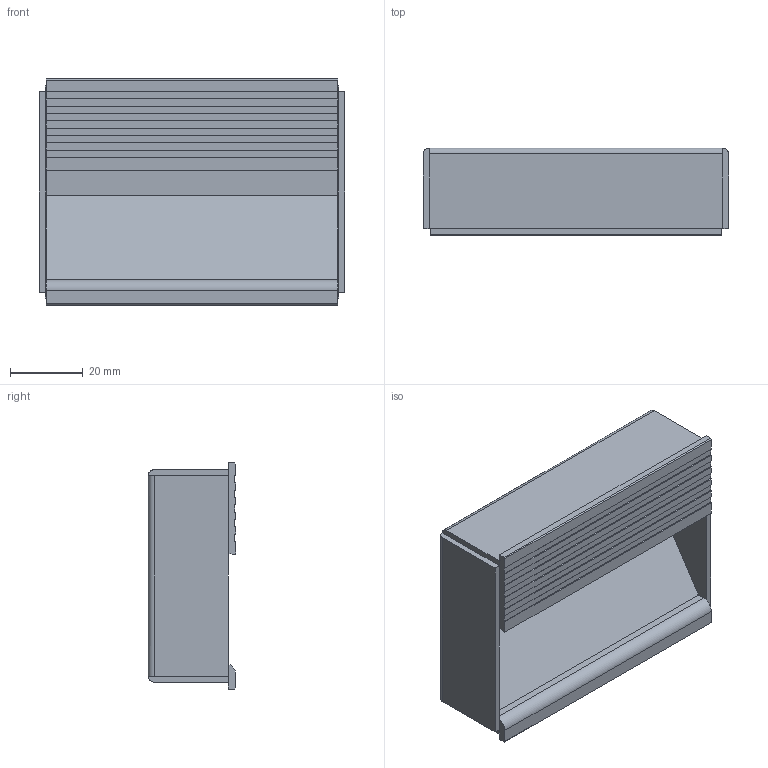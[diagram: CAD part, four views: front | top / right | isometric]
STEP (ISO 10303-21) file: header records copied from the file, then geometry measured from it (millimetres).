
FILE_DESCRIPTION((''),'2;1');
FILE_NAME('','2005-10-07T12:28:34',(''),(''),'','CADfix','');
FILE_SCHEMA(('AUTOMOTIVE_DESIGN'));
Length unit declared in the file: millimetre
Products named in the file (3): pull; bracket; THA_195_001_2780_36
Assembly tree (2 placements, depth 2):
  THA_195_001_2780_36
    pull
    bracket
Bounding box: 83.7 x 24 x 62 mm (x, y, z)
Volume: 37815.9 mm3; surface area: 42383.8 mm2
Topology: 2 solids, 2 shells, 101 faces, 311 edges, 214 vertices
Faces by surface type: bspline 101
Entity records: 3403 total; most frequent: CARTESIAN_POINT 1547, ORIENTED_EDGE 622, EDGE_CURVE 311, QUASI_UNIFORM_CURVE 223, VERTEX_POINT 214, EDGE_LOOP 117, FACE_OUTER_BOUND 101, ADVANCED_FACE 101
